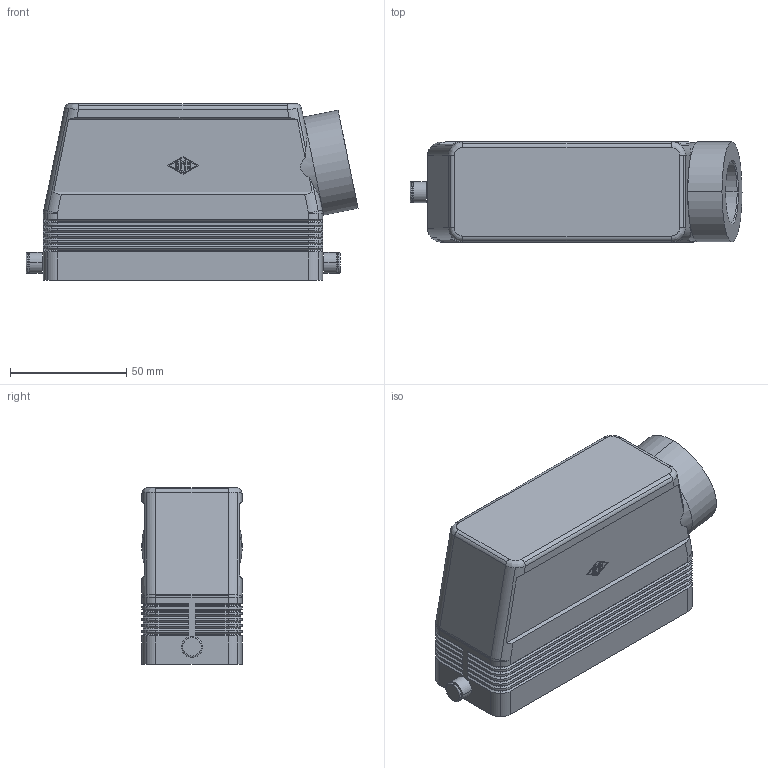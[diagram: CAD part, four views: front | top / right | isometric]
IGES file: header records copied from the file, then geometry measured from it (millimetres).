
Global section: file name: No Iges File Name specified; native system: AutoDesk Inventor R6.1; preprocessor: AutoDesk Inventor Iges Exporter R6.1; author: No Author specified; organization: No Organization specified; date: 20061222.101606; units: millimetre
Bounding box: 142.74 x 43 x 76 mm (x, y, z)
Volume: 97867.8 mm3; surface area: 58102.1 mm2
Topology: 1 solids, 1 shells, 534 faces, 1260 edges, 742 vertices
Faces by surface type: plane 194, cylinder 114, cone 102, bspline 92, revolution 24, torus 4, sphere 4
